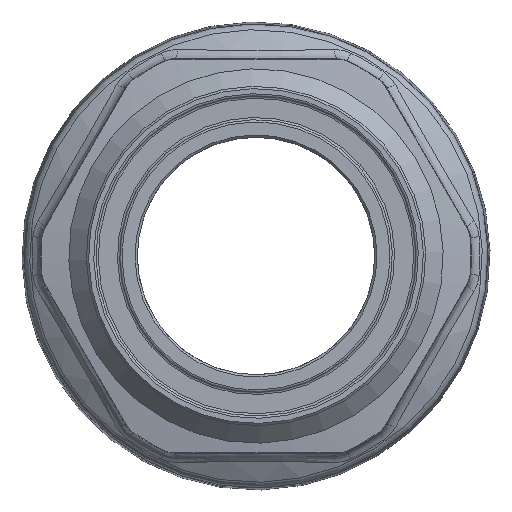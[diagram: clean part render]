
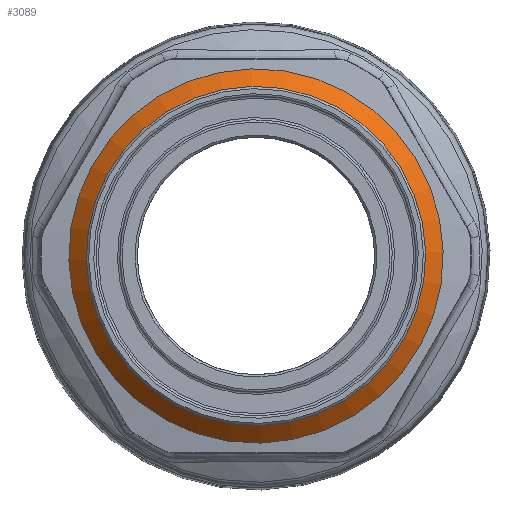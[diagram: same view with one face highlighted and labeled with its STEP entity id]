
A CAD part, front view. The second image highlights one B-rep face of the part: STEP entity #3089.
In plain terms, the highlighted conical face has half-angle 45 degrees and reference radius 15 mm.
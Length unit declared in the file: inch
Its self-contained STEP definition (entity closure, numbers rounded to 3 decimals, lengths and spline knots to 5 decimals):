
#516=FACE_OUTER_BOUND('',#717,.T.);
#717=EDGE_LOOP('',(#2562,#2563,#2564,#2565));
#826=LINE('',#8373,#918);
#918=VECTOR('',#4240,0.59055);
#1081=CIRCLE('',#3459,0.59055);
#1082=CIRCLE('',#3461,0.65157);
#1341=VERTEX_POINT('',#8367);
#1342=VERTEX_POINT('',#8371);
#1758=EDGE_CURVE('',#1341,#1341,#1081,.T.);
#1760=EDGE_CURVE('',#1342,#1342,#1082,.T.);
#1761=EDGE_CURVE('',#1342,#1341,#826,.T.);
#2562=ORIENTED_EDGE('',*,*,#1760,.F.);
#2563=ORIENTED_EDGE('',*,*,#1761,.T.);
#2564=ORIENTED_EDGE('',*,*,#1758,.T.);
#2565=ORIENTED_EDGE('',*,*,#1761,.F.);
#2715=CONICAL_SURFACE('',#3460,0.59055,0.785);
#3089=ADVANCED_FACE('',(#516),#2715,.T.);
#3459=AXIS2_PLACEMENT_3D('',#8368,#4233,#4234);
#3460=AXIS2_PLACEMENT_3D('',#8370,#4236,#4237);
#3461=AXIS2_PLACEMENT_3D('',#8372,#4238,#4239);
#4233=DIRECTION('center_axis',(0.,1.,0.));
#4234=DIRECTION('ref_axis',(1.,0.,0.));
#4236=DIRECTION('center_axis',(0.,1.,0.));
#4237=DIRECTION('ref_axis',(-0.479,0.,-0.878));
#4238=DIRECTION('center_axis',(0.,1.,0.));
#4239=DIRECTION('ref_axis',(1.,0.,0.));
#4240=DIRECTION('',(-0.339,-0.707,-0.621));
#8367=CARTESIAN_POINT('',(0.28313,-1.72441,0.51826));
#8368=CARTESIAN_POINT('Origin',(0.,-1.72441,0.));
#8370=CARTESIAN_POINT('Origin',(0.,-1.72441,0.));
#8371=CARTESIAN_POINT('',(0.31238,-1.66339,0.57181));
#8372=CARTESIAN_POINT('Origin',(0.,-1.66339,0.));
#8373=CARTESIAN_POINT('',(0.28313,-1.72441,0.51826));
